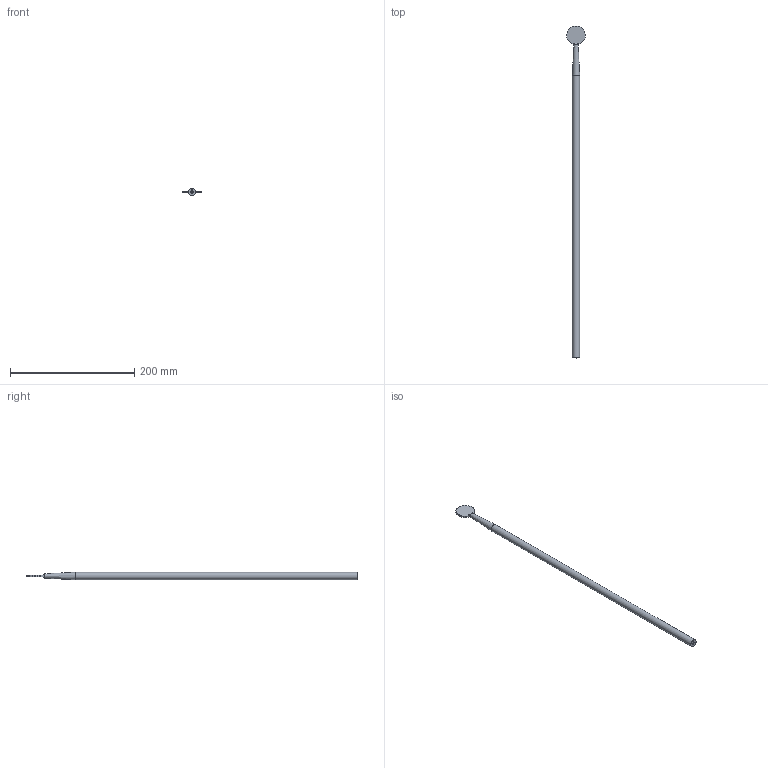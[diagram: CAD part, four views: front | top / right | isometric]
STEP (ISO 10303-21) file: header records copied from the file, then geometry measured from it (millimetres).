
FILE_DESCRIPTION (( 'STEP AP203' ), '1' );
FILE_NAME ('1444.STEP', '2022-04-25T11:49:06', ( '' ), ( '' ), 'SwSTEP 2.0', 'SolidWorks 2018', '' );
FILE_SCHEMA (( 'CONFIG_CONTROL_DESIGN' ));
Length unit declared in the file: millimetre
Products named in the file (1): 1444
Bounding box: 29.92 x 534.94 x 12 mm (x, y, z)
Volume: 57238 mm3; surface area: 20488.7 mm2
Topology: 1 solids, 1 shells, 220 faces, 596 edges, 397 vertices
Faces by surface type: plane 143, bspline 72, cylinder 4, cone 1
Full cylindrical faces by diameter (mm): 12 x1
Entity records: 9754 total; most frequent: CARTESIAN_POINT 4662, ORIENTED_EDGE 1186, DIRECTION 739, EDGE_CURVE 593, VECTOR 433, LINE 433, VERTEX_POINT 396, EDGE_LOOP 241
